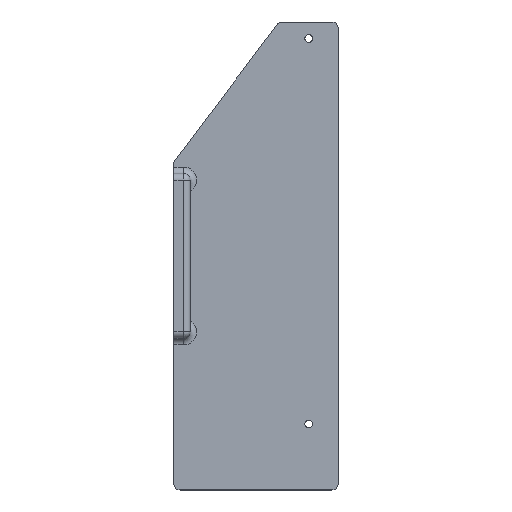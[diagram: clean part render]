
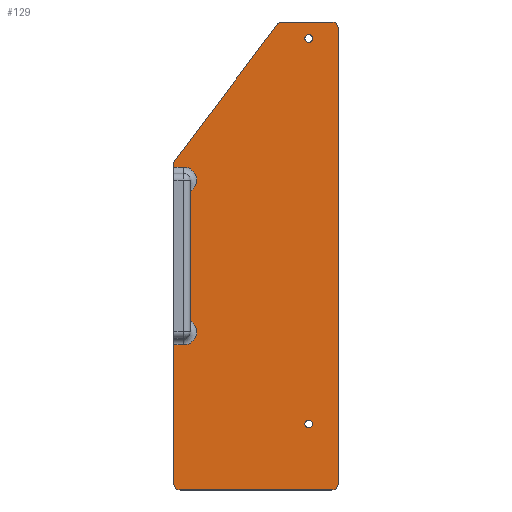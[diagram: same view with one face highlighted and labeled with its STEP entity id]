
A CAD part, top view. The second image highlights one B-rep face of the part: STEP entity #129.
In plain terms, the highlighted planar face has unit normal (0, 0, 1).
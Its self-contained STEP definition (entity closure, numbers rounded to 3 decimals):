
#63=FACE_BOUND('',#200,.T.);
#64=FACE_BOUND('',#201,.T.);
#65=FACE_BOUND('',#202,.T.);
#94=CIRCLE('',#625,1.15);
#95=CIRCLE('',#626,1.15);
#96=CIRCLE('',#627,2.);
#97=CIRCLE('',#628,2.);
#98=CIRCLE('',#629,4.);
#99=CIRCLE('',#630,4.);
#100=CIRCLE('',#631,2.);
#101=CIRCLE('',#632,2.);
#102=CIRCLE('',#633,2.);
#129=ADVANCED_FACE('',(#63,#64,#65),#162,.F.);
#162=PLANE('',#634);
#200=EDGE_LOOP('',(#274));
#201=EDGE_LOOP('',(#275));
#202=EDGE_LOOP('',(#276,#277,#278,#279,#280,#281,#282,#283,#284,#285,#286,
#287,#288,#289,#290,#291));
#274=ORIENTED_EDGE('',*,*,#486,.T.);
#275=ORIENTED_EDGE('',*,*,#487,.T.);
#276=ORIENTED_EDGE('',*,*,#456,.F.);
#277=ORIENTED_EDGE('',*,*,#488,.T.);
#278=ORIENTED_EDGE('',*,*,#482,.F.);
#279=ORIENTED_EDGE('',*,*,#489,.T.);
#280=ORIENTED_EDGE('',*,*,#470,.F.);
#281=ORIENTED_EDGE('',*,*,#490,.T.);
#282=ORIENTED_EDGE('',*,*,#491,.T.);
#283=ORIENTED_EDGE('',*,*,#492,.T.);
#284=ORIENTED_EDGE('',*,*,#493,.T.);
#285=ORIENTED_EDGE('',*,*,#494,.T.);
#286=ORIENTED_EDGE('',*,*,#474,.F.);
#287=ORIENTED_EDGE('',*,*,#495,.T.);
#288=ORIENTED_EDGE('',*,*,#464,.F.);
#289=ORIENTED_EDGE('',*,*,#496,.T.);
#290=ORIENTED_EDGE('',*,*,#460,.F.);
#291=ORIENTED_EDGE('',*,*,#497,.T.);
#402=VERTEX_POINT('',#871);
#403=VERTEX_POINT('',#873);
#406=VERTEX_POINT('',#880);
#407=VERTEX_POINT('',#882);
#410=VERTEX_POINT('',#889);
#411=VERTEX_POINT('',#891);
#416=VERTEX_POINT('',#903);
#417=VERTEX_POINT('',#904);
#420=VERTEX_POINT('',#910);
#421=VERTEX_POINT('',#912);
#428=VERTEX_POINT('',#928);
#429=VERTEX_POINT('',#929);
#432=VERTEX_POINT('',#937);
#433=VERTEX_POINT('',#939);
#434=VERTEX_POINT('',#943);
#435=VERTEX_POINT('',#945);
#436=VERTEX_POINT('',#947);
#437=VERTEX_POINT('',#949);
#456=EDGE_CURVE('',#402,#403,#535,.T.);
#460=EDGE_CURVE('',#406,#407,#539,.T.);
#464=EDGE_CURVE('',#410,#411,#543,.T.);
#470=EDGE_CURVE('',#416,#417,#545,.T.);
#474=EDGE_CURVE('',#420,#421,#549,.T.);
#482=EDGE_CURVE('',#428,#429,#553,.T.);
#486=EDGE_CURVE('',#432,#432,#94,.T.);
#487=EDGE_CURVE('',#433,#433,#95,.T.);
#488=EDGE_CURVE('',#402,#429,#96,.T.);
#489=EDGE_CURVE('',#428,#417,#97,.T.);
#490=EDGE_CURVE('',#416,#434,#557,.T.);
#491=EDGE_CURVE('',#434,#435,#98,.T.);
#492=EDGE_CURVE('',#435,#436,#558,.T.);
#493=EDGE_CURVE('',#436,#437,#99,.T.);
#494=EDGE_CURVE('',#437,#421,#559,.T.);
#495=EDGE_CURVE('',#420,#411,#100,.T.);
#496=EDGE_CURVE('',#410,#407,#101,.T.);
#497=EDGE_CURVE('',#406,#403,#102,.T.);
#535=LINE('',#872,#574);
#539=LINE('',#881,#578);
#543=LINE('',#890,#582);
#545=LINE('',#902,#584);
#549=LINE('',#911,#588);
#553=LINE('',#927,#592);
#557=LINE('',#942,#596);
#558=LINE('',#946,#597);
#559=LINE('',#950,#598);
#574=VECTOR('',#687,1.);
#578=VECTOR('',#693,1.);
#582=VECTOR('',#699,1.);
#584=VECTOR('',#711,1.);
#588=VECTOR('',#715,1.);
#592=VECTOR('',#729,1.);
#596=VECTOR('',#743,1.);
#597=VECTOR('',#746,1.);
#598=VECTOR('',#749,1.);
#625=AXIS2_PLACEMENT_3D('',#936,#735,#736);
#626=AXIS2_PLACEMENT_3D('',#938,#737,#738);
#627=AXIS2_PLACEMENT_3D('',#940,#739,#740);
#628=AXIS2_PLACEMENT_3D('',#941,#741,#742);
#629=AXIS2_PLACEMENT_3D('',#944,#744,#745);
#630=AXIS2_PLACEMENT_3D('',#948,#747,#748);
#631=AXIS2_PLACEMENT_3D('',#951,#750,#751);
#632=AXIS2_PLACEMENT_3D('',#952,#752,#753);
#633=AXIS2_PLACEMENT_3D('',#953,#754,#755);
#634=AXIS2_PLACEMENT_3D('',#954,#756,#757);
#687=DIRECTION('',(1.,0.,0.));
#693=DIRECTION('',(0.,-1.,0.));
#699=DIRECTION('',(-1.,0.,0.));
#711=DIRECTION('',(0.,1.,0.));
#715=DIRECTION('',(0.,1.,0.));
#729=DIRECTION('',(0.601,0.799,0.));
#735=DIRECTION('',(0.,0.,-1.));
#736=DIRECTION('',(-1.,0.,0.));
#737=DIRECTION('',(0.,0.,-1.));
#738=DIRECTION('',(-1.,0.,0.));
#739=DIRECTION('',(0.,0.,1.));
#740=DIRECTION('',(-1.,0.,0.));
#741=DIRECTION('',(0.,0.,1.));
#742=DIRECTION('',(-1.,0.,0.));
#743=DIRECTION('',(1.,0.,0.));
#744=DIRECTION('',(0.,0.,-1.));
#745=DIRECTION('',(-1.,0.,0.));
#746=DIRECTION('',(0.,-1.,0.));
#747=DIRECTION('',(0.,0.,-1.));
#748=DIRECTION('',(-1.,0.,0.));
#749=DIRECTION('',(-1.,0.,0.));
#750=DIRECTION('',(0.,0.,1.));
#751=DIRECTION('',(-1.,0.,0.));
#752=DIRECTION('',(0.,0.,1.));
#753=DIRECTION('',(-1.,0.,0.));
#754=DIRECTION('',(0.,0.,1.));
#755=DIRECTION('',(-1.,0.,0.));
#756=DIRECTION('',(0.,0.,-1.));
#757=DIRECTION('',(-1.,0.,0.));
#871=CARTESIAN_POINT('',(67.999,71.,4.));
#872=CARTESIAN_POINT('',(67.,71.,4.));
#873=CARTESIAN_POINT('',(83.,71.,4.));
#880=CARTESIAN_POINT('',(85.,69.,4.));
#881=CARTESIAN_POINT('',(85.,71.,4.));
#882=CARTESIAN_POINT('',(85.,-69.,4.));
#889=CARTESIAN_POINT('',(83.,-71.,4.));
#890=CARTESIAN_POINT('',(85.,-71.,4.));
#891=CARTESIAN_POINT('',(37.,-71.,4.));
#902=CARTESIAN_POINT('',(35.,-71.,4.));
#903=CARTESIAN_POINT('',(35.,27.,4.));
#904=CARTESIAN_POINT('',(35.,27.759,4.));
#910=CARTESIAN_POINT('',(35.,-69.,4.));
#911=CARTESIAN_POINT('',(35.,-71.,4.));
#912=CARTESIAN_POINT('',(35.,-27.,4.));
#927=CARTESIAN_POINT('',(35.,28.427,4.));
#928=CARTESIAN_POINT('',(35.401,28.961,4.));
#929=CARTESIAN_POINT('',(66.4,70.202,4.));
#936=CARTESIAN_POINT('',(76.,-51.,4.));
#937=CARTESIAN_POINT('',(74.85,-51.,4.));
#938=CARTESIAN_POINT('',(76.,66.,4.));
#939=CARTESIAN_POINT('',(74.85,66.,4.));
#940=CARTESIAN_POINT('',(67.999,69.,4.));
#941=CARTESIAN_POINT('',(37.,27.759,4.));
#942=CARTESIAN_POINT('',(0.,27.,4.));
#943=CARTESIAN_POINT('',(38.,27.,4.));
#944=CARTESIAN_POINT('',(38.,23.,4.));
#945=CARTESIAN_POINT('',(40.,19.536,4.));
#946=CARTESIAN_POINT('',(40.,25.,4.));
#947=CARTESIAN_POINT('',(40.,-19.536,4.));
#948=CARTESIAN_POINT('',(38.,-23.,4.));
#949=CARTESIAN_POINT('',(38.,-27.,4.));
#950=CARTESIAN_POINT('',(0.,-27.,4.));
#951=CARTESIAN_POINT('',(37.,-69.,4.));
#952=CARTESIAN_POINT('',(83.,-69.,4.));
#953=CARTESIAN_POINT('',(83.,69.,4.));
#954=CARTESIAN_POINT('',(0.,0.,4.));
